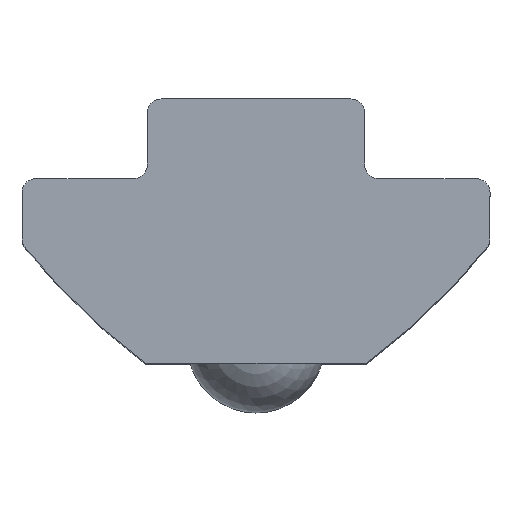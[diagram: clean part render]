
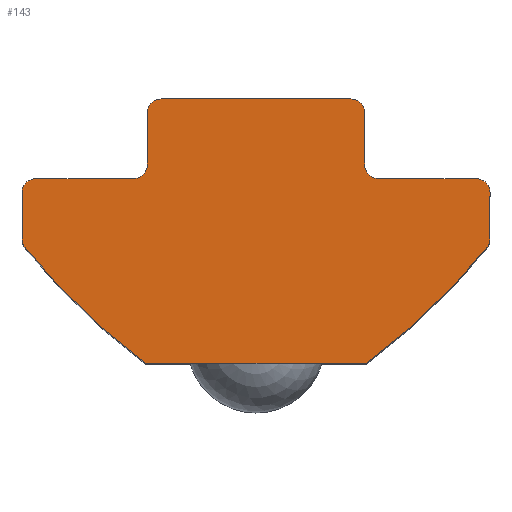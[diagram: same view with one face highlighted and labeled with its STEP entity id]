
A CAD part, top view. The second image highlights one B-rep face of the part: STEP entity #143.
In plain terms, the highlighted planar face has unit normal (0, 0, 1).
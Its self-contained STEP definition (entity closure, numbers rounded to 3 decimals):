
#143=ADVANCED_FACE('NONE',(#303),#304,.T.);
#303=FACE_OUTER_BOUND('',#491,.T.);
#304=PLANE('',#492);
#491=EDGE_LOOP('',(#1383,#1384,#1385,#1386,#1387,#1388,#1389,#1390,#1391,#1392,#1393,#1394,#1395,#1396,#1397,#1398,#1399,#1400));
#492=AXIS2_PLACEMENT_3D('',#1401,#1402,#1403);
#1383=ORIENTED_EDGE('',*,*,#1780,.T.);
#1384=ORIENTED_EDGE('',*,*,#1794,.T.);
#1385=ORIENTED_EDGE('',*,*,#1786,.T.);
#1386=ORIENTED_EDGE('',*,*,#1792,.T.);
#1387=ORIENTED_EDGE('',*,*,#1733,.T.);
#1388=ORIENTED_EDGE('',*,*,#1738,.T.);
#1389=ORIENTED_EDGE('',*,*,#1744,.T.);
#1390=ORIENTED_EDGE('',*,*,#1748,.T.);
#1391=ORIENTED_EDGE('',*,*,#1752,.T.);
#1392=ORIENTED_EDGE('',*,*,#1795,.T.);
#1393=ORIENTED_EDGE('',*,*,#1758,.T.);
#1394=ORIENTED_EDGE('',*,*,#1729,.T.);
#1395=ORIENTED_EDGE('',*,*,#1703,.T.);
#1396=ORIENTED_EDGE('',*,*,#1725,.T.);
#1397=ORIENTED_EDGE('',*,*,#1710,.T.);
#1398=ORIENTED_EDGE('',*,*,#1722,.T.);
#1399=ORIENTED_EDGE('',*,*,#1715,.T.);
#1400=ORIENTED_EDGE('',*,*,#1719,.T.);
#1401=CARTESIAN_POINT('',(10.617,10.062,22.0));
#1402=DIRECTION('',(0.0,0.0,1.0));
#1403=DIRECTION('',(1.0,-0.0,0.0));
#1703=EDGE_CURVE('NONE',#1913,#1918,#1920,.T.);
#1710=EDGE_CURVE('NONE',#1922,#1930,#1932,.T.);
#1715=EDGE_CURVE('NONE',#1934,#1939,#1941,.T.);
#1719=EDGE_CURVE('NONE',#1939,#1945,#1947,.T.);
#1722=EDGE_CURVE('NONE',#1930,#1934,#1950,.T.);
#1725=EDGE_CURVE('NONE',#1918,#1922,#1953,.T.);
#1729=EDGE_CURVE('NONE',#1956,#1913,#1959,.T.);
#1733=EDGE_CURVE('NONE',#1966,#1964,#1967,.T.);
#1738=EDGE_CURVE('NONE',#1964,#1972,#1974,.T.);
#1744=EDGE_CURVE('NONE',#1972,#1980,#1982,.T.);
#1748=EDGE_CURVE('NONE',#1980,#1986,#1988,.T.);
#1752=EDGE_CURVE('NONE',#1986,#1992,#1994,.T.);
#1758=EDGE_CURVE('NONE',#2004,#1956,#2005,.T.);
#1780=EDGE_CURVE('NONE',#1945,#2041,#2043,.T.);
#1786=EDGE_CURVE('NONE',#2051,#2052,#2053,.T.);
#1792=EDGE_CURVE('NONE',#2052,#1966,#2061,.T.);
#1794=EDGE_CURVE('NONE',#2041,#2051,#2063,.T.);
#1795=EDGE_CURVE('NONE',#1992,#2004,#2064,.T.);
#1913=VERTEX_POINT('NONE',#2212);
#1918=VERTEX_POINT('NONE',#2219);
#1920=LINE('',#2222,#2223);
#1922=VERTEX_POINT('NONE',#2225);
#1930=VERTEX_POINT('NONE',#2236);
#1932=LINE('',#2239,#2240);
#1934=VERTEX_POINT('NONE',#2242);
#1939=VERTEX_POINT('NONE',#2249);
#1941=LINE('',#2252,#2253);
#1945=VERTEX_POINT('NONE',#2257);
#1947=CIRCLE('',#2260,0.5);
#1950=CIRCLE('',#2263,0.5);
#1953=CIRCLE('',#2266,0.5);
#1956=VERTEX_POINT('NONE',#2269);
#1959=CIRCLE('',#2273,0.5);
#1964=VERTEX_POINT('NONE',#2278);
#1966=VERTEX_POINT('NONE',#2281);
#1967=CIRCLE('',#2282,24.5);
#1972=VERTEX_POINT('NONE',#2289);
#1974=LINE('',#2292,#2293);
#1980=VERTEX_POINT('NONE',#2299);
#1982=CIRCLE('',#2302,24.5);
#1986=VERTEX_POINT('NONE',#2306);
#1988=CIRCLE('',#2309,0.5);
#1992=VERTEX_POINT('NONE',#2314);
#1994=LINE('',#2317,#2318);
#2004=VERTEX_POINT('NONE',#2331);
#2005=LINE('',#2332,#2333);
#2041=VERTEX_POINT('NONE',#2384);
#2043=LINE('',#2387,#2388);
#2051=VERTEX_POINT('NONE',#2400);
#2052=VERTEX_POINT('NONE',#2401);
#2053=LINE('',#2402,#2403);
#2061=CIRCLE('',#2414,0.5);
#2063=CIRCLE('',#2416,0.5);
#2064=CIRCLE('',#2417,0.5);
#2212=CARTESIAN_POINT('',(3.95,-2.4,22.0));
#2219=CARTESIAN_POINT('',(3.95,-0.5,22.0));
#2222=CARTESIAN_POINT('',(3.95,0.,22.0));
#2223=VECTOR('',#2694,1000.0);
#2225=CARTESIAN_POINT('',(3.45,0.,22.0));
#2236=CARTESIAN_POINT('',(-3.45,0.,22.0));
#2239=CARTESIAN_POINT('',(3.95,0.,22.0));
#2240=VECTOR('',#2702,1000.0);
#2242=CARTESIAN_POINT('',(-3.95,-0.5,22.0));
#2249=CARTESIAN_POINT('',(-3.95,-2.4,22.0));
#2252=CARTESIAN_POINT('',(-3.95,0.,22.0));
#2253=VECTOR('',#2706,1000.0);
#2257=CARTESIAN_POINT('',(-4.45,-2.9,22.0));
#2260=AXIS2_PLACEMENT_3D('',#2711,#2712,#2713);
#2263=AXIS2_PLACEMENT_3D('',#2717,#2718,#2719);
#2266=AXIS2_PLACEMENT_3D('',#2723,#2724,#2725);
#2269=CARTESIAN_POINT('',(4.45,-2.9,22.0));
#2273=AXIS2_PLACEMENT_3D('',#2730,#2731,#2732);
#2278=CARTESIAN_POINT('',(-4.0,-9.6,22.0));
#2281=CARTESIAN_POINT('',(-8.388,-5.4,22.0));
#2282=AXIS2_PLACEMENT_3D('',#2737,#2738,#2739);
#2289=CARTESIAN_POINT('',(4.0,-9.6,22.0));
#2292=CARTESIAN_POINT('',(-4.0,-9.6,22.0));
#2293=VECTOR('',#2743,1000.0);
#2299=CARTESIAN_POINT('',(8.388,-5.4,22.0));
#2302=AXIS2_PLACEMENT_3D('',#2754,#2755,#2756);
#2306=CARTESIAN_POINT('',(8.5,-5.084,22.0));
#2309=AXIS2_PLACEMENT_3D('',#2761,#2762,#2763);
#2314=CARTESIAN_POINT('',(8.5,-3.4,22.0));
#2317=CARTESIAN_POINT('',(8.5,-2.9,22.0));
#2318=VECTOR('',#2766,1000.0);
#2331=CARTESIAN_POINT('',(8.,-2.9,22.0));
#2332=CARTESIAN_POINT('',(3.95,-2.9,22.0));
#2333=VECTOR('',#2773,1000.0);
#2384=CARTESIAN_POINT('',(-8.,-2.9,22.0));
#2387=CARTESIAN_POINT('',(-3.95,-2.9,22.0));
#2388=VECTOR('',#2793,1000.0);
#2400=CARTESIAN_POINT('',(-8.5,-3.4,22.0));
#2401=CARTESIAN_POINT('',(-8.5,-5.084,22.0));
#2402=CARTESIAN_POINT('',(-8.5,-2.9,22.0));
#2403=VECTOR('',#2798,1000.0);
#2414=AXIS2_PLACEMENT_3D('',#2805,#2806,#2807);
#2416=AXIS2_PLACEMENT_3D('',#2808,#2809,#2810);
#2417=AXIS2_PLACEMENT_3D('',#2811,#2812,#2813);
#2694=DIRECTION('',(-0.0,1.0,-0.0));
#2702=DIRECTION('',(-1.0,0.,0.0));
#2706=DIRECTION('',(0.0,-1.0,0.0));
#2711=CARTESIAN_POINT('',(-4.45,-2.4,22.0));
#2712=DIRECTION('',(0.0,0.0,-1.0));
#2713=DIRECTION('',(1.0,0.0,0.0));
#2717=CARTESIAN_POINT('',(-3.45,-0.5,22.0));
#2718=DIRECTION('',(0.0,0.0,1.0));
#2719=DIRECTION('',(1.0,0.0,0.0));
#2723=CARTESIAN_POINT('',(3.45,-0.5,22.0));
#2724=DIRECTION('',(0.0,0.0,1.0));
#2725=DIRECTION('',(1.0,0.0,0.0));
#2730=CARTESIAN_POINT('',(4.45,-2.4,22.0));
#2731=DIRECTION('',(0.0,0.0,-1.0));
#2732=DIRECTION('',(1.0,0.0,0.0));
#2737=CARTESIAN_POINT('',(10.617,10.062,22.0));
#2738=DIRECTION('',(0.0,0.0,1.0));
#2739=DIRECTION('',(1.0,0.0,0.0));
#2743=DIRECTION('',(1.0,0.,0.0));
#2754=CARTESIAN_POINT('',(-10.617,10.062,22.0));
#2755=DIRECTION('',(0.0,0.0,1.0));
#2756=DIRECTION('',(-1.0,0.0,0.0));
#2761=CARTESIAN_POINT('',(8.0,-5.084,22.0));
#2762=DIRECTION('',(0.0,0.0,1.0));
#2763=DIRECTION('',(-1.0,0.0,0.0));
#2766=DIRECTION('',(0.,1.0,-0.0));
#2773=DIRECTION('',(-1.0,0.,-0.0));
#2793=DIRECTION('',(-1.0,0.,0.0));
#2798=DIRECTION('',(0.,-1.0,0.0));
#2805=CARTESIAN_POINT('',(-8.0,-5.084,22.0));
#2806=DIRECTION('',(0.0,0.0,1.0));
#2807=DIRECTION('',(1.0,0.0,0.0));
#2808=CARTESIAN_POINT('',(-8.,-3.4,22.0));
#2809=DIRECTION('',(0.0,0.0,1.0));
#2810=DIRECTION('',(1.0,0.0,0.0));
#2811=CARTESIAN_POINT('',(8.,-3.4,22.0));
#2812=DIRECTION('',(0.0,0.0,1.0));
#2813=DIRECTION('',(1.0,0.0,0.0));
